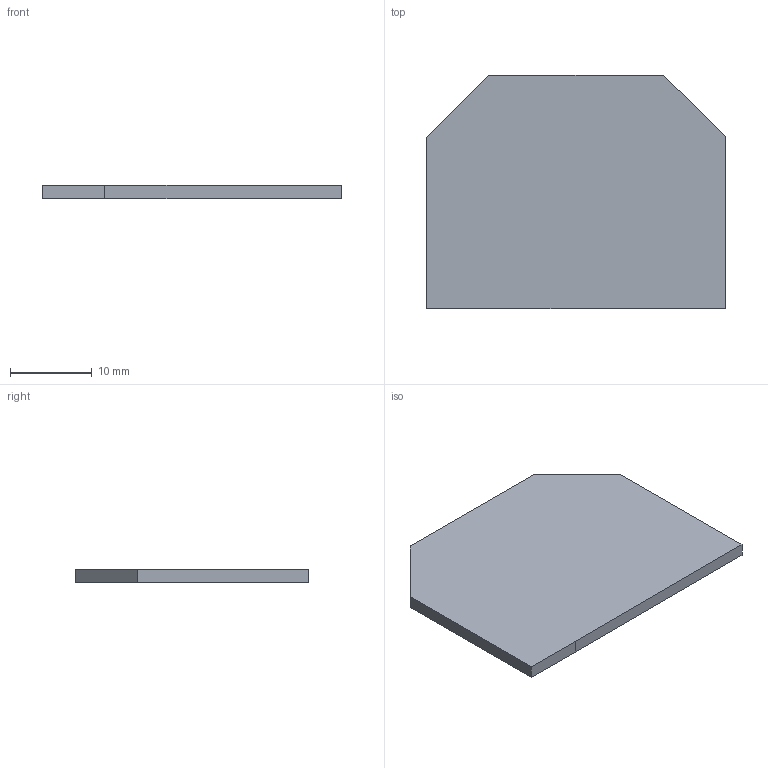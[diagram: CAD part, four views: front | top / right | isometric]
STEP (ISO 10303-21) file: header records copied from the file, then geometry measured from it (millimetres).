
FILE_DESCRIPTION(('KiCad electronic assembly'),'2;1');
FILE_NAME('T straight left.STEP','2022-07-15T11:31:49',('Pcbnew'),( 'Kicad'),'Open CASCADE STEP processor 7.6','KiCad to STEP converter' ,'Unknown');
FILE_SCHEMA(('AUTOMOTIVE_DESIGN { 1 0 10303 214 1 1 1 1 }'));
Length unit declared in the file: millimetre
Products named in the file (2): T straight left 1; Adafruit NeoPixel 8 Stick PCB
Assembly tree (1 placements, depth 2):
  T straight left 1
    Adafruit NeoPixel 8 Stick PCB
Bounding box: 36.58 x 28.62 x 1.6 mm (x, y, z)
Volume: 1580.5 mm3; surface area: 2169.9 mm2
Topology: 1 solids, 1 shells, 9 faces, 21 edges, 14 vertices
Faces by surface type: plane 9
Entity records: 575 total; most frequent: CARTESIAN_POINT 88, DIRECTION 85, LINE 63, VECTOR 63, ORIENTED_EDGE 42, PCURVE 42, DEFINITIONAL_REPRESENTATION 42, EDGE_CURVE 21
